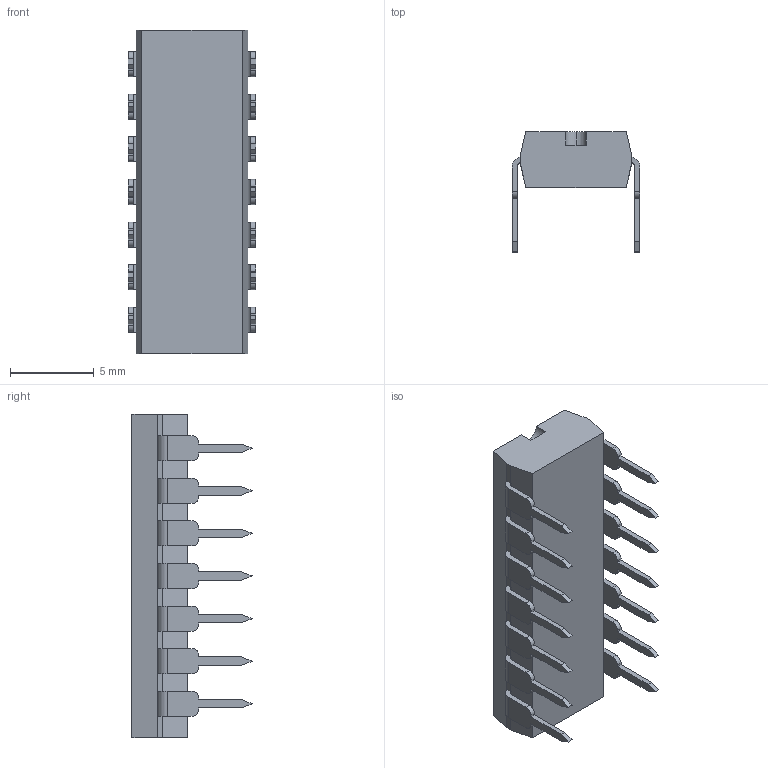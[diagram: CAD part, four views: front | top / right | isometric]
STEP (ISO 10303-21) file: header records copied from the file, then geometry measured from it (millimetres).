
FILE_DESCRIPTION (( 'STEP AP214' ), '1' );
FILE_NAME ('User Library-integrated circuit DIP14.STEP', '2017-02-15T10:30:02', ( 'Windows User' ), ( '' ), 'SwSTEP 2.0', 'SolidWorks 2017', '' );
FILE_SCHEMA (( 'AUTOMOTIVE_DESIGN' ));
Length unit declared in the file: millimetre
Products named in the file (4): User Library-integrated circuit DIP14_ko_X2_0144_X0_c_S_swka lutownicza_MIR; User Library-integrated circuit DIP14_ko_X2_0144_X0_c_S_swka lutownicza; User Library-integrated circuit DIP14_korpus plastykowy; User Library-integrated circuit DIP14
Assembly tree (15 placements, depth 2):
  User Library-integrated circuit DIP14
    User Library-integrated circuit DIP14_korpus plastykowy
    User Library-integrated circuit DIP14_ko_X2_0144_X0_c_S_swka lutownicza  x7
    User Library-integrated circuit DIP14_ko_X2_0144_X0_c_S_swka lutownicza_MIR  x7
Bounding box: 7.62 x 7.16 x 19.3 mm (x, y, z)
Volume: 447.6 mm3; surface area: 771.3 mm2
Topology: 15 solids, 15 shells, 251 faces, 663 edges, 442 vertices
Faces by surface type: plane 193, cylinder 58
Entity records: 2204 total; most frequent: DIRECTION 273, CARTESIAN_POINT 270, ORIENTED_EDGE 246, EDGE_CURVE 123, VECTOR 103, LINE 103, AXIS2_PLACEMENT_3D 85, VERTEX_POINT 82
